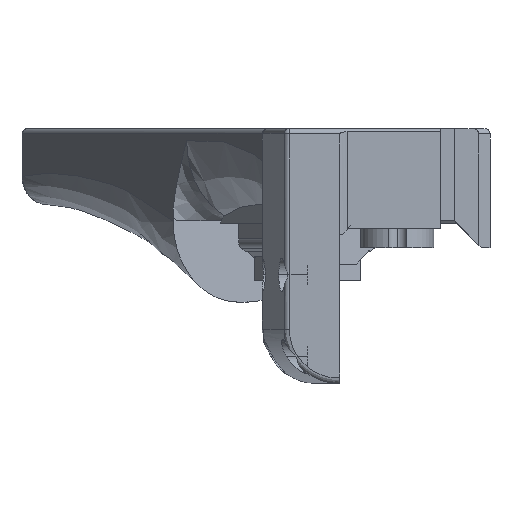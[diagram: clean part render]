
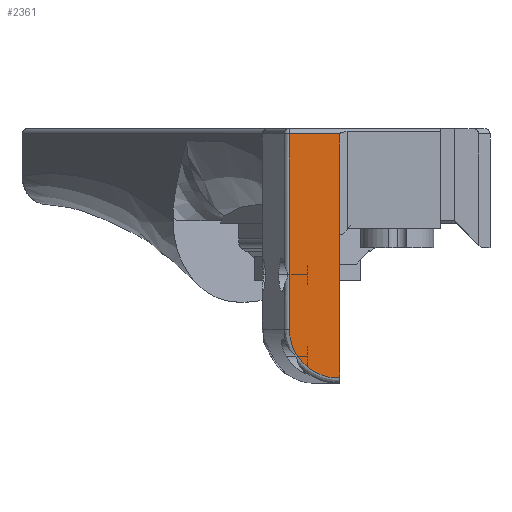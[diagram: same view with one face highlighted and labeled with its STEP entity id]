
A CAD part, left-side view. The second image highlights one B-rep face of the part: STEP entity #2361.
In plain terms, the highlighted planar face has unit normal (-1, 0, 0).
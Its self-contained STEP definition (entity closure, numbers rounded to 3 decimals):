
#242 = ORIENTED_EDGE ( 'NONE', *, *, #6285, .T. ) ;
#377 = ORIENTED_EDGE ( 'NONE', *, *, #5686, .F. ) ;
#1215 = DIRECTION ( 'NONE',  ( 0., 1., 0. ) ) ;
#1251 = DIRECTION ( 'NONE',  ( 1., 0., 0. ) ) ;
#1715 = EDGE_CURVE ( 'NONE', #4431, #6036, #4524, .T. ) ;
#1882 = CARTESIAN_POINT ( 'NONE',  ( -123.139, -220.426, 405.702 ) ) ;
#1973 = CARTESIAN_POINT ( 'NONE',  ( -123.139, -220.426, 432.2 ) ) ;
#2047 = LINE ( 'NONE', #1973, #2653 ) ;
#2161 = EDGE_CURVE ( 'NONE', #4116, #4431, #3813, .T. ) ;
#2226 = VECTOR ( 'NONE', #2778, 1000. ) ;
#2361 = ADVANCED_FACE ( 'NONE', ( #5232 ), #4142, .F. ) ;
#2653 = VECTOR ( 'NONE', #3737, 1000. ) ;
#2778 = DIRECTION ( 'NONE',  ( 0., 0., -1. ) ) ;
#2896 = CARTESIAN_POINT ( 'NONE',  ( -123.139, -220.426, 450.7 ) ) ;
#3456 = DIRECTION ( 'NONE',  ( 0., 0., 1. ) ) ;
#3510 = CARTESIAN_POINT ( 'NONE',  ( -123.139, -214.986, 405.596 ) ) ;
#3632 = CARTESIAN_POINT ( 'NONE',  ( -123.139, -220.426, 404.7 ) ) ;
#3660 = ORIENTED_EDGE ( 'NONE', *, *, #5637, .T. ) ;
#3737 = DIRECTION ( 'NONE',  ( 0., 0., -1. ) ) ;
#3813 = LINE ( 'NONE', #6023, #4456 ) ;
#3940 = CARTESIAN_POINT ( 'NONE',  ( -123.139, -211.101, 409.345 ) ) ;
#4003 = CARTESIAN_POINT ( 'NONE',  ( -123.139, -211.101, 414.7 ) ) ;
#4102 = AXIS2_PLACEMENT_3D ( 'NONE', #4551, #1251, #3456 ) ;
#4116 = VERTEX_POINT ( 'NONE', #2896 ) ;
#4142 = PLANE ( 'NONE',  #4102 ) ;
#4145 = DIRECTION ( 'NONE',  ( 0., 0., 1. ) ) ;
#4288 = VERTEX_POINT ( 'NONE', #4786 ) ;
#4348 = ORIENTED_EDGE ( 'NONE', *, *, #1715, .T. ) ;
#4402 = VERTEX_POINT ( 'NONE', #5613 ) ;
#4431 = VERTEX_POINT ( 'NONE', #5071 ) ;
#4456 = VECTOR ( 'NONE', #1215, 1000. ) ;
#4524 = LINE ( 'NONE', #4003, #2226 ) ;
#4551 = CARTESIAN_POINT ( 'NONE',  ( -123.139, -210.265, 0. ) ) ;
#4786 = CARTESIAN_POINT ( 'NONE',  ( -123.139, -220.426, 432.2 ) ) ;
#4963 = VECTOR ( 'NONE', #4145, 1000. ) ;
#4994 = ORIENTED_EDGE ( 'NONE', *, *, #2161, .T. ) ;
#5071 = CARTESIAN_POINT ( 'NONE',  ( -123.139, -211.101, 450.7 ) ) ;
#5232 = FACE_OUTER_BOUND ( 'NONE', #7071, .T. ) ;
#5385 = LINE ( 'NONE', #3632, #4963 ) ;
#5613 = CARTESIAN_POINT ( 'NONE',  ( -123.139, -220.426, 405.702 ) ) ;
#5637 = EDGE_CURVE ( 'NONE', #4402, #4288, #5385, .T. ) ;
#5686 = EDGE_CURVE ( 'NONE', #4116, #4288, #2047, .T. ) ;
#6023 = CARTESIAN_POINT ( 'NONE',  ( -123.139, -210.265, 450.7 ) ) ;
#6036 = VERTEX_POINT ( 'NONE', #6286 ) ;
#6285 = EDGE_CURVE ( 'NONE', #6036, #4402, #6503, .T. ) ;
#6286 = CARTESIAN_POINT ( 'NONE',  ( -123.139, -211.101, 414.7 ) ) ;
#6503 =( BOUNDED_CURVE ( )  B_SPLINE_CURVE ( 3, ( #6776, #3940, #3510, #1882 ),
 .UNSPECIFIED., .F., .F. ) 
 B_SPLINE_CURVE_WITH_KNOTS ( ( 4, 4 ),
 ( 3.142, 4.732 ),
 .UNSPECIFIED. ) 
 CURVE ( )  GEOMETRIC_REPRESENTATION_ITEM ( )  RATIONAL_B_SPLINE_CURVE ( ( 1., 0.8, 0.8, 1. ) ) 
 REPRESENTATION_ITEM ( '' )  );
#6776 = CARTESIAN_POINT ( 'NONE',  ( -123.139, -211.101, 414.7 ) ) ;
#7071 = EDGE_LOOP ( 'NONE', ( #4348, #242, #3660, #377, #4994 ) ) ;
